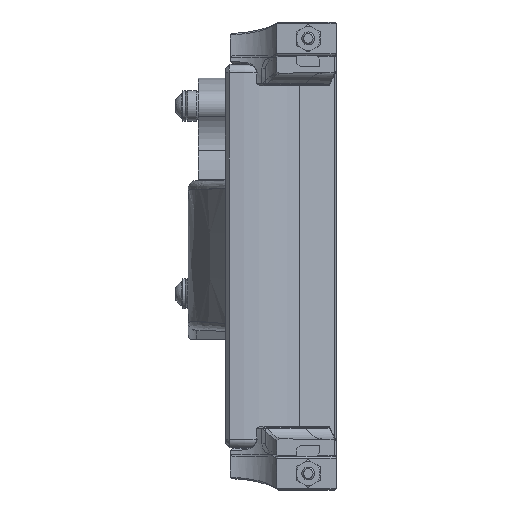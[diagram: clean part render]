
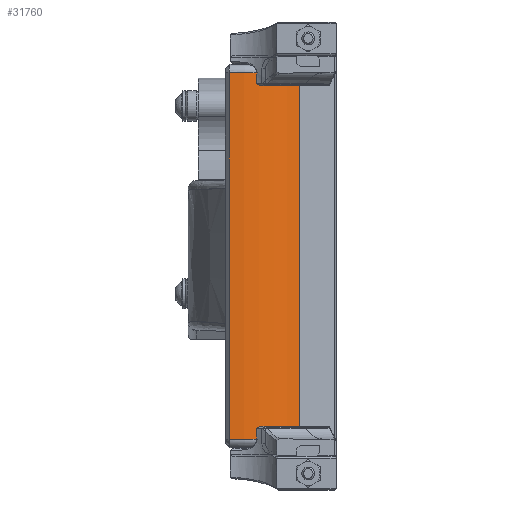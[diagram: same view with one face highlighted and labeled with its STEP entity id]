
A CAD part, top view. The second image highlights one B-rep face of the part: STEP entity #31760.
In plain terms, the highlighted cylindrical face has radius 23.763 mm (diameter 47.526 mm), a partial arc.
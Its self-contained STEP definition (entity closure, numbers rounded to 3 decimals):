
#1757=CYLINDRICAL_SURFACE('',#33763,23.763);
#2062=CIRCLE('',#33762,23.763);
#2063=CIRCLE('',#33764,23.763);
#3186=FACE_OUTER_BOUND('',#5118,.T.);
#5118=EDGE_LOOP('',(#21794,#21795,#21796,#21797));
#7117=LINE('',#45256,#10206);
#7350=LINE('',#45918,#10439);
#10206=VECTOR('',#36466,10.);
#10439=VECTOR('',#37009,10.);
#13375=VERTEX_POINT('',#45250);
#13376=VERTEX_POINT('',#45254);
#13540=VERTEX_POINT('',#45915);
#13541=VERTEX_POINT('',#45917);
#16343=EDGE_CURVE('',#13375,#13376,#7117,.T.);
#16626=EDGE_CURVE('',#13540,#13541,#7350,.T.);
#16644=EDGE_CURVE('',#13541,#13376,#2062,.T.);
#16645=EDGE_CURVE('',#13375,#13540,#2063,.T.);
#21794=ORIENTED_EDGE('',*,*,#16626,.F.);
#21795=ORIENTED_EDGE('',*,*,#16645,.F.);
#21796=ORIENTED_EDGE('',*,*,#16343,.T.);
#21797=ORIENTED_EDGE('',*,*,#16644,.F.);
#31760=ADVANCED_FACE('',(#3186),#1757,.T.);
#33762=AXIS2_PLACEMENT_3D('',#46083,#37021,#37022);
#33763=AXIS2_PLACEMENT_3D('',#46084,#37023,#37024);
#33764=AXIS2_PLACEMENT_3D('',#46085,#37025,#37026);
#36466=DIRECTION('',(0.,1.,0.));
#37009=DIRECTION('',(0.,1.,0.));
#37021=DIRECTION('center_axis',(0.,1.,0.));
#37022=DIRECTION('ref_axis',(0.301,0.,0.954));
#37023=DIRECTION('center_axis',(0.,1.,0.));
#37024=DIRECTION('ref_axis',(-0.087,0.,0.996));
#37025=DIRECTION('center_axis',(0.,-1.,0.));
#37026=DIRECTION('ref_axis',(0.301,0.,0.954));
#45250=CARTESIAN_POINT('',(105.513,-74.35,223.64));
#45254=CARTESIAN_POINT('',(105.513,10.65,223.64));
#45256=CARTESIAN_POINT('',(105.513,-31.85,223.64));
#45915=CARTESIAN_POINT('',(89.165,-74.35,229.176));
#45917=CARTESIAN_POINT('',(89.165,10.65,229.176));
#45918=CARTESIAN_POINT('',(89.165,-31.85,229.176));
#46083=CARTESIAN_POINT('Origin',(90.239,10.65,205.437));
#46084=CARTESIAN_POINT('Origin',(90.239,-31.85,205.437));
#46085=CARTESIAN_POINT('Origin',(90.239,-74.35,205.437));
